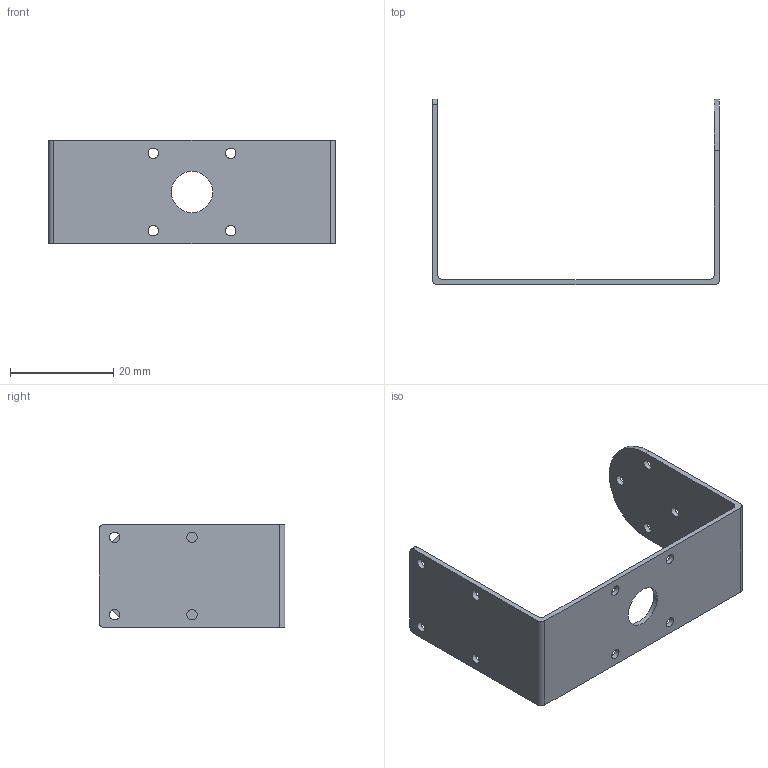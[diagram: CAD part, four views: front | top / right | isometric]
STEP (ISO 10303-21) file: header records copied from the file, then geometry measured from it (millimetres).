
FILE_DESCRIPTION(('HOOPS Exchange Step'),'2;1');
FILE_NAME('mobile-handle-conversion.step','2023-05-20T16:40:37+00:00',('root'),('Unknown organisation'),'HOOPS Exchange 2023.1','HOOPS Exchange','Unknown authorisation');
FILE_SCHEMA( ('AP242_MANAGED_MODEL_BASED_3D_ENGINEERING_MIM_LF {1 0 10303 442 1 1 4 }') );
Length unit declared in the file: millimetre
Products named in the file (2): Predeterminado; mobile-handle-step
Assembly tree (1 placements, depth 2):
  mobile-handle-step
    Predeterminado
Bounding box: 55.6 x 36 x 20 mm (x, y, z)
Volume: 2382.1 mm3; surface area: 5109.6 mm2
Topology: 1 solids, 1 shells, 30 faces, 128 edges, 189 vertices
Faces by surface type: cylinder 21, plane 9
Full cylindrical faces by diameter (mm): 2 x12, 8 x1
Entity records: 1934 total; most frequent: CARTESIAN_POINT 354, DIRECTION 335, ORIENTED_EDGE 196, AXIS2_PLACEMENT_3D 138, STYLED_ITEM 106, EDGE_CURVE 98, VERTEX_POINT 70, CIRCLE 69
